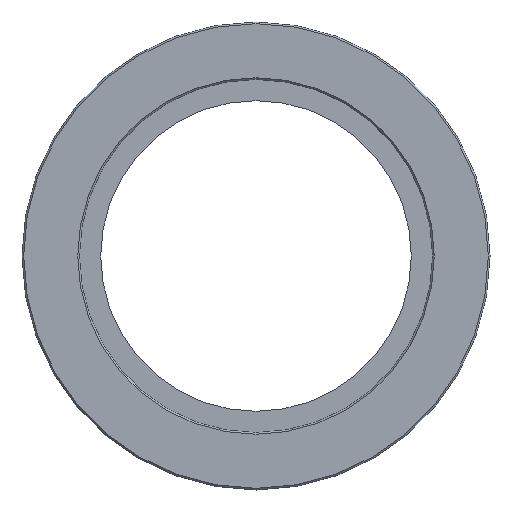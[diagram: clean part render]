
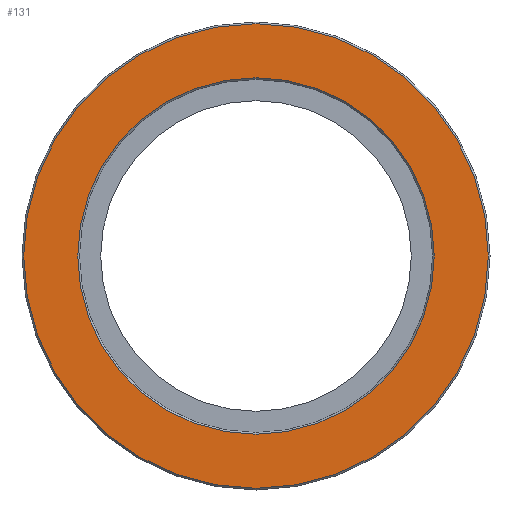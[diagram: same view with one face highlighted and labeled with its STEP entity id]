
A CAD part, front view. The second image highlights one B-rep face of the part: STEP entity #131.
In plain terms, the highlighted planar face has unit normal (0, -1, 0).
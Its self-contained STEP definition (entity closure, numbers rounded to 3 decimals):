
#29 = PLANE ( 'NONE',  #553 ) ;
#81 = EDGE_CURVE ( 'NONE', #187, #931, #678, .T. ) ;
#89 = AXIS2_PLACEMENT_3D ( 'NONE', #919, #661, #657 ) ;
#106 = CIRCLE ( 'NONE', #123, 54.6 ) ;
#118 = ORIENTED_EDGE ( 'NONE', *, *, #933, .T. ) ;
#123 = AXIS2_PLACEMENT_3D ( 'NONE', #731, #719, #739 ) ;
#131 = ADVANCED_FACE ( 'NONE', ( #655, #389 ), #29, .T. ) ;
#160 = EDGE_LOOP ( 'NONE', ( #118, #894 ) ) ;
#177 = DIRECTION ( 'NONE',  ( 0., -1., 0. ) ) ;
#187 = VERTEX_POINT ( 'NONE', #906 ) ;
#225 = CARTESIAN_POINT ( 'NONE',  ( 0., 0., 0. ) ) ;
#231 = DIRECTION ( 'NONE',  ( 0., -1., 0. ) ) ;
#234 = DIRECTION ( 'NONE',  ( 0., 0., -1. ) ) ;
#263 = AXIS2_PLACEMENT_3D ( 'NONE', #225, #231, #234 ) ;
#363 = EDGE_LOOP ( 'NONE', ( #855, #786 ) ) ;
#370 = DIRECTION ( 'NONE',  ( 0., 0., -1. ) ) ;
#389 = FACE_OUTER_BOUND ( 'NONE', #363, .T. ) ;
#423 = EDGE_CURVE ( 'NONE', #665, #840, #608, .T. ) ;
#432 = CARTESIAN_POINT ( 'NONE',  ( 0., 0., 54.6 ) ) ;
#492 = DIRECTION ( 'NONE',  ( 0., 0., -1. ) ) ;
#553 = AXIS2_PLACEMENT_3D ( 'NONE', #926, #177, #492 ) ;
#560 = AXIS2_PLACEMENT_3D ( 'NONE', #594, #625, #370 ) ;
#594 = CARTESIAN_POINT ( 'NONE',  ( 0., 0., 0. ) ) ;
#608 = CIRCLE ( 'NONE', #263, 54.6 ) ;
#617 = CIRCLE ( 'NONE', #89, 41.9 ) ;
#625 = DIRECTION ( 'NONE',  ( 0., 1., 0. ) ) ;
#655 = FACE_BOUND ( 'NONE', #160, .T. ) ;
#657 = DIRECTION ( 'NONE',  ( 0., 0., -1. ) ) ;
#661 = DIRECTION ( 'NONE',  ( 0., 1., 0. ) ) ;
#665 = VERTEX_POINT ( 'NONE', #432 ) ;
#678 = CIRCLE ( 'NONE', #560, 41.9 ) ;
#710 = CARTESIAN_POINT ( 'NONE',  ( 0., 0., -41.9 ) ) ;
#719 = DIRECTION ( 'NONE',  ( 0., -1., 0. ) ) ;
#731 = CARTESIAN_POINT ( 'NONE',  ( 0., 0., 0. ) ) ;
#739 = DIRECTION ( 'NONE',  ( 0., 0., -1. ) ) ;
#786 = ORIENTED_EDGE ( 'NONE', *, *, #859, .T. ) ;
#840 = VERTEX_POINT ( 'NONE', #895 ) ;
#855 = ORIENTED_EDGE ( 'NONE', *, *, #423, .T. ) ;
#859 = EDGE_CURVE ( 'NONE', #840, #665, #106, .T. ) ;
#894 = ORIENTED_EDGE ( 'NONE', *, *, #81, .T. ) ;
#895 = CARTESIAN_POINT ( 'NONE',  ( 0., 0., -54.6 ) ) ;
#906 = CARTESIAN_POINT ( 'NONE',  ( 0., 0., 41.9 ) ) ;
#919 = CARTESIAN_POINT ( 'NONE',  ( 0., 0., 0. ) ) ;
#926 = CARTESIAN_POINT ( 'NONE',  ( -41.5, 0., 0. ) ) ;
#931 = VERTEX_POINT ( 'NONE', #710 ) ;
#933 = EDGE_CURVE ( 'NONE', #931, #187, #617, .T. ) ;
